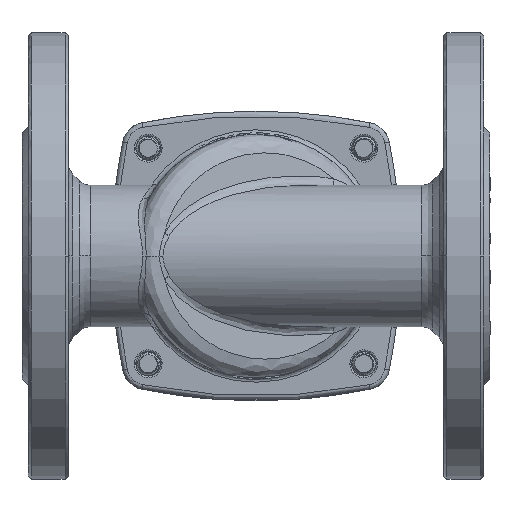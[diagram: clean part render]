
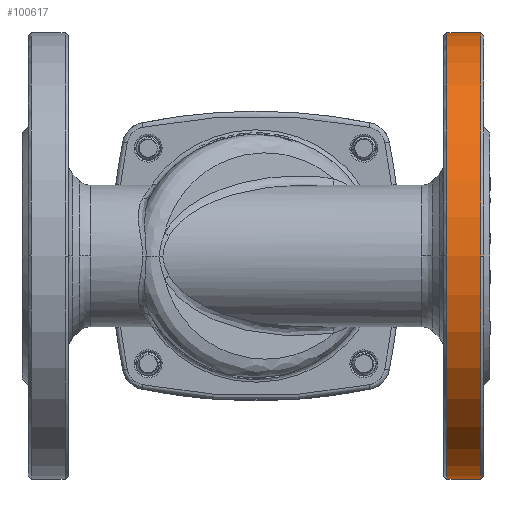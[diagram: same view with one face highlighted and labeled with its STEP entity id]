
A CAD part, front view. The second image highlights one B-rep face of the part: STEP entity #100617.
In plain terms, the highlighted cylindrical face has radius 72.5 mm (diameter 145 mm), a partial arc.
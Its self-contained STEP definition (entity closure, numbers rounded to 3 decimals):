
#1445 = DIRECTION ( 'NONE',  ( 1., 0., 0. ) ) ;
#2270 = CARTESIAN_POINT ( 'NONE',  ( 62., 0., 0. ) ) ;
#6976 = AXIS2_PLACEMENT_3D ( 'NONE', #94614, #45509, #102824 ) ;
#8083 = AXIS2_PLACEMENT_3D ( 'NONE', #42322, #99630, #50618 ) ;
#10618 = DIRECTION ( 'NONE',  ( 0., 0., -1. ) ) ;
#11427 = VERTEX_POINT ( 'NONE', #21216 ) ;
#20512 = EDGE_CURVE ( 'NONE', #47114, #46175, #22581, .T. ) ;
#21216 = CARTESIAN_POINT ( 'NONE',  ( 62., 0., 72.5 ) ) ;
#21261 = AXIS2_PLACEMENT_3D ( 'NONE', #91670, #1445, #34674 ) ;
#21639 = CARTESIAN_POINT ( 'NONE',  ( 62., 0., -72.5 ) ) ;
#22006 = DIRECTION ( 'NONE',  ( 1., 0., 0. ) ) ;
#22581 = CIRCLE ( 'NONE', #93022, 72.5 ) ;
#27314 = ORIENTED_EDGE ( 'NONE', *, *, #49401, .T. ) ;
#30282 = VECTOR ( 'NONE', #90037, 1000. ) ;
#33664 = VECTOR ( 'NONE', #22006, 1000. ) ;
#34674 = DIRECTION ( 'NONE',  ( 0., 0., -1. ) ) ;
#36230 = LINE ( 'NONE', #62925, #33664 ) ;
#37181 = VERTEX_POINT ( 'NONE', #44185 ) ;
#40794 = AXIS2_PLACEMENT_3D ( 'NONE', #2270, #59908, #10618 ) ;
#42322 = CARTESIAN_POINT ( 'NONE',  ( 73., 0., 0. ) ) ;
#42365 = CIRCLE ( 'NONE', #8083, 72.5 ) ;
#43002 = CIRCLE ( 'NONE', #6976, 72.5 ) ;
#44185 = CARTESIAN_POINT ( 'NONE',  ( 73., 0., 72.5 ) ) ;
#45509 = DIRECTION ( 'NONE',  ( 1., 0., 0. ) ) ;
#46165 = EDGE_CURVE ( 'NONE', #11427, #89712, #75264, .T. ) ;
#46175 = VERTEX_POINT ( 'NONE', #92475 ) ;
#47032 = EDGE_CURVE ( 'NONE', #11427, #37181, #52138, .T. ) ;
#47114 = VERTEX_POINT ( 'NONE', #73835 ) ;
#47442 = EDGE_CURVE ( 'NONE', #89712, #63144, #43002, .T. ) ;
#49040 = DIRECTION ( 'NONE',  ( 1., 0., 0. ) ) ;
#49401 = EDGE_CURVE ( 'NONE', #63144, #46175, #36230, .T. ) ;
#50618 = DIRECTION ( 'NONE',  ( 0., -1., 0. ) ) ;
#52138 = LINE ( 'NONE', #105397, #30282 ) ;
#56030 = FACE_OUTER_BOUND ( 'NONE', #72100, .T. ) ;
#59908 = DIRECTION ( 'NONE',  ( 1., 0., 0. ) ) ;
#62272 = EDGE_CURVE ( 'NONE', #37181, #47114, #42365, .T. ) ;
#62925 = CARTESIAN_POINT ( 'NONE',  ( 62., 0., -72.5 ) ) ;
#63144 = VERTEX_POINT ( 'NONE', #21639 ) ;
#67364 = CARTESIAN_POINT ( 'NONE',  ( 62., -72.5, 0. ) ) ;
#67682 = ORIENTED_EDGE ( 'NONE', *, *, #47442, .T. ) ;
#72100 = EDGE_LOOP ( 'NONE', ( #94363, #94067, #67682, #27314, #84888, #96185 ) ) ;
#73835 = CARTESIAN_POINT ( 'NONE',  ( 73., -72.5, 0. ) ) ;
#75264 = CIRCLE ( 'NONE', #40794, 72.5 ) ;
#84888 = ORIENTED_EDGE ( 'NONE', *, *, #20512, .F. ) ;
#86663 = CYLINDRICAL_SURFACE ( 'NONE', #21261, 72.5 ) ;
#89712 = VERTEX_POINT ( 'NONE', #67364 ) ;
#90037 = DIRECTION ( 'NONE',  ( 1., 0., 0. ) ) ;
#91670 = CARTESIAN_POINT ( 'NONE',  ( 62., 0., 0. ) ) ;
#92475 = CARTESIAN_POINT ( 'NONE',  ( 73., 0., -72.5 ) ) ;
#93022 = AXIS2_PLACEMENT_3D ( 'NONE', #98061, #49040, #106284 ) ;
#94067 = ORIENTED_EDGE ( 'NONE', *, *, #46165, .T. ) ;
#94363 = ORIENTED_EDGE ( 'NONE', *, *, #47032, .F. ) ;
#94614 = CARTESIAN_POINT ( 'NONE',  ( 62., 0., 0. ) ) ;
#96185 = ORIENTED_EDGE ( 'NONE', *, *, #62272, .F. ) ;
#98061 = CARTESIAN_POINT ( 'NONE',  ( 73., 0., 0. ) ) ;
#99630 = DIRECTION ( 'NONE',  ( 1., 0., 0. ) ) ;
#100617 = ADVANCED_FACE ( 'NONE', ( #56030 ), #86663, .T. ) ;
#102824 = DIRECTION ( 'NONE',  ( 0., 0., -1. ) ) ;
#105397 = CARTESIAN_POINT ( 'NONE',  ( 62., 0., 72.5 ) ) ;
#106284 = DIRECTION ( 'NONE',  ( 0., -1., 0. ) ) ;
